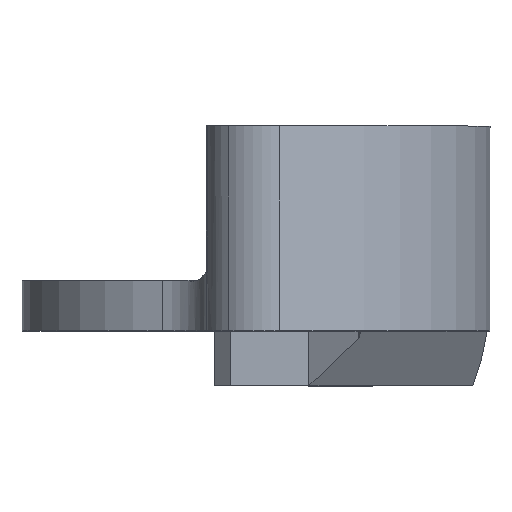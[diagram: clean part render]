
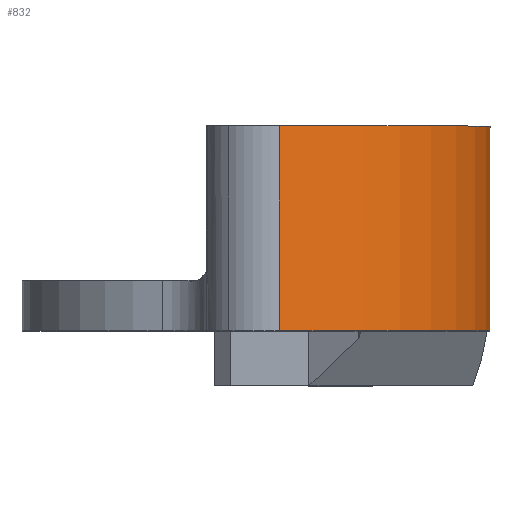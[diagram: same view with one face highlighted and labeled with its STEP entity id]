
A CAD part, top view. The second image highlights one B-rep face of the part: STEP entity #832.
In plain terms, the highlighted cylindrical face has radius 17 mm (diameter 34 mm), a partial arc.
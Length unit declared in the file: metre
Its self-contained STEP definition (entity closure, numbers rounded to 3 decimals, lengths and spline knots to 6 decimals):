
#83 = EDGE_CURVE ( 'NONE', #1651, #2458, #1537, .T. ) ;
#227 = LINE ( 'NONE', #2518, #686 ) ;
#379 = CIRCLE ( 'NONE', #1886, 0.017 ) ;
#393 = VERTEX_POINT ( 'NONE', #2688 ) ;
#515 = DIRECTION ( 'NONE',  ( 0., 1., 0. ) ) ;
#686 = VECTOR ( 'NONE', #1299, 1. ) ;
#748 = DIRECTION ( 'NONE',  ( 1., 0., 0. ) ) ;
#766 = EDGE_CURVE ( 'NONE', #2550, #393, #227, .T. ) ;
#768 = ORIENTED_EDGE ( 'NONE', *, *, #766, .T. ) ;
#832 = ADVANCED_FACE ( 'NONE', ( #2296 ), #1496, .T. ) ;
#894 = AXIS2_PLACEMENT_3D ( 'NONE', #1419, #1012, #748 ) ;
#924 = CARTESIAN_POINT ( 'NONE',  ( 0., 0.1531, -0.1482 ) ) ;
#1012 = DIRECTION ( 'NONE',  ( 0., -1., 0. ) ) ;
#1062 = CARTESIAN_POINT ( 'NONE',  ( 0.004407, 0.14085, -0.131781 ) ) ;
#1090 = CARTESIAN_POINT ( 'NONE',  ( 0.004407, 0.14285, -0.131781 ) ) ;
#1255 = CARTESIAN_POINT ( 'NONE',  ( 0., 0.14285, -0.1482 ) ) ;
#1277 = DIRECTION ( 'NONE',  ( 1., 0., 0. ) ) ;
#1299 = DIRECTION ( 'NONE',  ( 0., 1., 0. ) ) ;
#1323 = ORIENTED_EDGE ( 'NONE', *, *, #1333, .F. ) ;
#1333 = EDGE_CURVE ( 'NONE', #2458, #393, #379, .T. ) ;
#1417 = ORIENTED_EDGE ( 'NONE', *, *, #83, .F. ) ;
#1419 = CARTESIAN_POINT ( 'NONE',  ( 0., 0.14085, -0.1482 ) ) ;
#1467 = EDGE_CURVE ( 'NONE', #2550, #1651, #2065, .T. ) ;
#1496 = CYLINDRICAL_SURFACE ( 'NONE', #2283, 0.017 ) ;
#1526 = DIRECTION ( 'NONE',  ( 1., 0., 0. ) ) ;
#1537 = LINE ( 'NONE', #1090, #2631 ) ;
#1645 = DIRECTION ( 'NONE',  ( 0., 1., 0. ) ) ;
#1651 = VERTEX_POINT ( 'NONE', #1062 ) ;
#1768 = EDGE_LOOP ( 'NONE', ( #1417, #2687, #768, #1323 ) ) ;
#1774 = DIRECTION ( 'NONE',  ( 0., 1., 0. ) ) ;
#1886 = AXIS2_PLACEMENT_3D ( 'NONE', #924, #1774, #1526 ) ;
#2065 = CIRCLE ( 'NONE', #894, 0.017 ) ;
#2283 = AXIS2_PLACEMENT_3D ( 'NONE', #1255, #1645, #1277 ) ;
#2296 = FACE_OUTER_BOUND ( 'NONE', #1768, .T. ) ;
#2416 = CARTESIAN_POINT ( 'NONE',  ( 0.017, 0.14085, -0.1482 ) ) ;
#2458 = VERTEX_POINT ( 'NONE', #2587 ) ;
#2518 = CARTESIAN_POINT ( 'NONE',  ( 0.017, 0.14285, -0.1482 ) ) ;
#2550 = VERTEX_POINT ( 'NONE', #2416 ) ;
#2587 = CARTESIAN_POINT ( 'NONE',  ( 0.004407, 0.1531, -0.131781 ) ) ;
#2631 = VECTOR ( 'NONE', #515, 1. ) ;
#2687 = ORIENTED_EDGE ( 'NONE', *, *, #1467, .F. ) ;
#2688 = CARTESIAN_POINT ( 'NONE',  ( 0.017, 0.1531, -0.1482 ) ) ;
